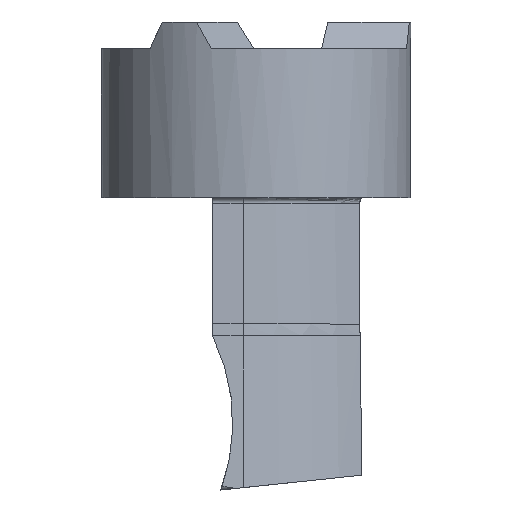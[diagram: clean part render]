
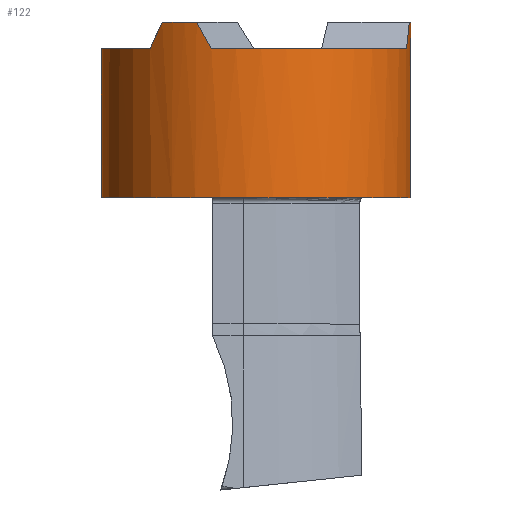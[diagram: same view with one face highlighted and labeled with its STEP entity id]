
A CAD part, left-side view. The second image highlights one B-rep face of the part: STEP entity #122.
In plain terms, the highlighted cylindrical face has radius 5.5 mm (diameter 11 mm), a partial arc.
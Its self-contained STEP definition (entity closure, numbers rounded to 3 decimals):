
#63=CYLINDRICAL_SURFACE('',#852,5.5);
#81=CIRCLE('',#834,5.5);
#83=CIRCLE('',#839,5.5);
#86=CIRCLE('',#848,5.5);
#87=CIRCLE('',#850,5.5);
#88=CIRCLE('',#851,5.5);
#122=ADVANCED_FACE('',(#191),#63,.T.);
#191=FACE_OUTER_BOUND('',#228,.T.);
#228=EDGE_LOOP('',(#357,#358,#359,#360,#361,#362,#363,#364,#365,#366,#367));
#357=ORIENTED_EDGE('',*,*,#612,.F.);
#358=ORIENTED_EDGE('',*,*,#602,.F.);
#359=ORIENTED_EDGE('',*,*,#563,.T.);
#360=ORIENTED_EDGE('',*,*,#613,.T.);
#361=ORIENTED_EDGE('',*,*,#573,.F.);
#362=ORIENTED_EDGE('',*,*,#598,.F.);
#363=ORIENTED_EDGE('',*,*,#592,.F.);
#364=ORIENTED_EDGE('',*,*,#614,.F.);
#365=ORIENTED_EDGE('',*,*,#608,.F.);
#366=ORIENTED_EDGE('',*,*,#588,.F.);
#367=ORIENTED_EDGE('',*,*,#606,.F.);
#487=VERTEX_POINT('',#1160);
#488=VERTEX_POINT('',#1162);
#492=VERTEX_POINT('',#1178);
#497=VERTEX_POINT('',#1187);
#508=VERTEX_POINT('',#1235);
#509=VERTEX_POINT('',#1237);
#512=VERTEX_POINT('',#1247);
#513=VERTEX_POINT('',#1252);
#518=VERTEX_POINT('',#1283);
#520=VERTEX_POINT('',#1292);
#522=VERTEX_POINT('',#1307);
#563=EDGE_CURVE('',#488,#487,#666,.T.);
#573=EDGE_CURVE('',#497,#492,#672,.T.);
#588=EDGE_CURVE('',#508,#509,#81,.T.);
#592=EDGE_CURVE('',#512,#513,#768,.T.);
#598=EDGE_CURVE('',#513,#497,#83,.T.);
#602=EDGE_CURVE('',#488,#518,#772,.T.);
#606=EDGE_CURVE('',#520,#508,#774,.T.);
#608=EDGE_CURVE('',#509,#522,#776,.T.);
#612=EDGE_CURVE('',#518,#520,#86,.T.);
#613=EDGE_CURVE('',#487,#492,#87,.T.);
#614=EDGE_CURVE('',#522,#512,#88,.T.);
#666=LINE('',#1161,#718);
#672=LINE('',#1188,#724);
#718=VECTOR('',#918,1.);
#724=VECTOR('',#930,1.);
#768=(
BOUNDED_CURVE()
B_SPLINE_CURVE(3,(#1248,#1249,#1250,#1251),.UNSPECIFIED.,.F.,.F.)
B_SPLINE_CURVE_WITH_KNOTS((4,4),(0.,1.),.UNSPECIFIED.)
CURVE()
GEOMETRIC_REPRESENTATION_ITEM()
RATIONAL_B_SPLINE_CURVE((1.,0.999,0.999,1.))
REPRESENTATION_ITEM('')
);
#772=(
BOUNDED_CURVE()
B_SPLINE_CURVE(3,(#1279,#1280,#1281,#1282),.UNSPECIFIED.,.F.,.F.)
B_SPLINE_CURVE_WITH_KNOTS((4,4),(0.,1.),.UNSPECIFIED.)
CURVE()
GEOMETRIC_REPRESENTATION_ITEM()
RATIONAL_B_SPLINE_CURVE((1.,0.999,0.999,1.))
REPRESENTATION_ITEM('')
);
#774=(
BOUNDED_CURVE()
B_SPLINE_CURVE(3,(#1293,#1294,#1295,#1296),.UNSPECIFIED.,.F.,.F.)
B_SPLINE_CURVE_WITH_KNOTS((4,4),(0.,1.),.UNSPECIFIED.)
CURVE()
GEOMETRIC_REPRESENTATION_ITEM()
RATIONAL_B_SPLINE_CURVE((1.,0.999,0.999,1.))
REPRESENTATION_ITEM('')
);
#776=(
BOUNDED_CURVE()
B_SPLINE_CURVE(3,(#1303,#1304,#1305,#1306),.UNSPECIFIED.,.F.,.F.)
B_SPLINE_CURVE_WITH_KNOTS((4,4),(0.,1.),.UNSPECIFIED.)
CURVE()
GEOMETRIC_REPRESENTATION_ITEM()
RATIONAL_B_SPLINE_CURVE((1.,0.999,0.999,1.))
REPRESENTATION_ITEM('')
);
#834=AXIS2_PLACEMENT_3D('',#1236,#955,#956);
#839=AXIS2_PLACEMENT_3D('',#1265,#970,#971);
#848=AXIS2_PLACEMENT_3D('',#1313,#992,#993);
#850=AXIS2_PLACEMENT_3D('',#1315,#996,#997);
#851=AXIS2_PLACEMENT_3D('',#1316,#998,#999);
#852=AXIS2_PLACEMENT_3D('',#1317,#1000,#1001);
#918=DIRECTION('',(0.,0.,-1.));
#930=DIRECTION('',(0.,0.,-1.));
#955=DIRECTION('',(0.,0.,1.));
#956=DIRECTION('',(1.,0.,0.));
#970=DIRECTION('',(0.,0.,1.));
#971=DIRECTION('',(1.,0.,0.));
#992=DIRECTION('',(0.,0.,1.));
#993=DIRECTION('',(1.,0.,0.));
#996=DIRECTION('',(0.,0.,1.));
#997=DIRECTION('',(1.,0.,0.));
#998=DIRECTION('',(0.,0.,1.));
#999=DIRECTION('',(1.,0.,0.));
#1000=DIRECTION('',(0.,0.,-1.));
#1001=DIRECTION('',(1.,0.,0.));
#1160=CARTESIAN_POINT('',(4.299,3.43,-5.4));
#1161=CARTESIAN_POINT('',(4.299,3.43,0.9));
#1162=CARTESIAN_POINT('',(4.299,3.43,0.656));
#1178=CARTESIAN_POINT('',(0.479,-5.479,-5.4));
#1187=CARTESIAN_POINT('',(0.479,-5.479,0.85));
#1188=CARTESIAN_POINT('',(0.479,-5.479,0.9));
#1235=CARTESIAN_POINT('',(-4.369,3.341,0.85));
#1236=CARTESIAN_POINT('',(0.,0.,0.85));
#1237=CARTESIAN_POINT('',(-5.078,2.113,0.85));
#1247=CARTESIAN_POINT('',(-1.257,-5.354,-0.1));
#1248=CARTESIAN_POINT('',(-1.257,-5.354,-0.1));
#1249=CARTESIAN_POINT('',(-1.076,-5.397,0.214));
#1250=CARTESIAN_POINT('',(-0.893,-5.43,0.531));
#1251=CARTESIAN_POINT('',(-0.709,-5.454,0.85));
#1252=CARTESIAN_POINT('',(-0.709,-5.454,0.85));
#1265=CARTESIAN_POINT('',(0.,0.,0.85));
#1279=CARTESIAN_POINT('',(4.299,3.43,0.656));
#1280=CARTESIAN_POINT('',(4.207,3.546,0.402));
#1281=CARTESIAN_POINT('',(4.11,3.658,0.15));
#1282=CARTESIAN_POINT('',(4.008,3.766,-0.1));
#1283=CARTESIAN_POINT('',(4.008,3.766,-0.1));
#1292=CARTESIAN_POINT('',(-4.008,3.766,-0.1));
#1293=CARTESIAN_POINT('',(-4.008,3.766,-0.1));
#1294=CARTESIAN_POINT('',(-4.136,3.63,0.214));
#1295=CARTESIAN_POINT('',(-4.256,3.489,0.531));
#1296=CARTESIAN_POINT('',(-4.369,3.341,0.85));
#1303=CARTESIAN_POINT('',(-5.078,2.113,0.85));
#1304=CARTESIAN_POINT('',(-5.149,1.942,0.531));
#1305=CARTESIAN_POINT('',(-5.212,1.767,0.214));
#1306=CARTESIAN_POINT('',(-5.266,1.588,-0.1));
#1307=CARTESIAN_POINT('',(-5.266,1.588,-0.1));
#1313=CARTESIAN_POINT('',(0.,0.,-0.1));
#1315=CARTESIAN_POINT('',(0.,0.,-5.4));
#1316=CARTESIAN_POINT('',(0.,0.,-0.1));
#1317=CARTESIAN_POINT('',(0.,0.,0.9));
